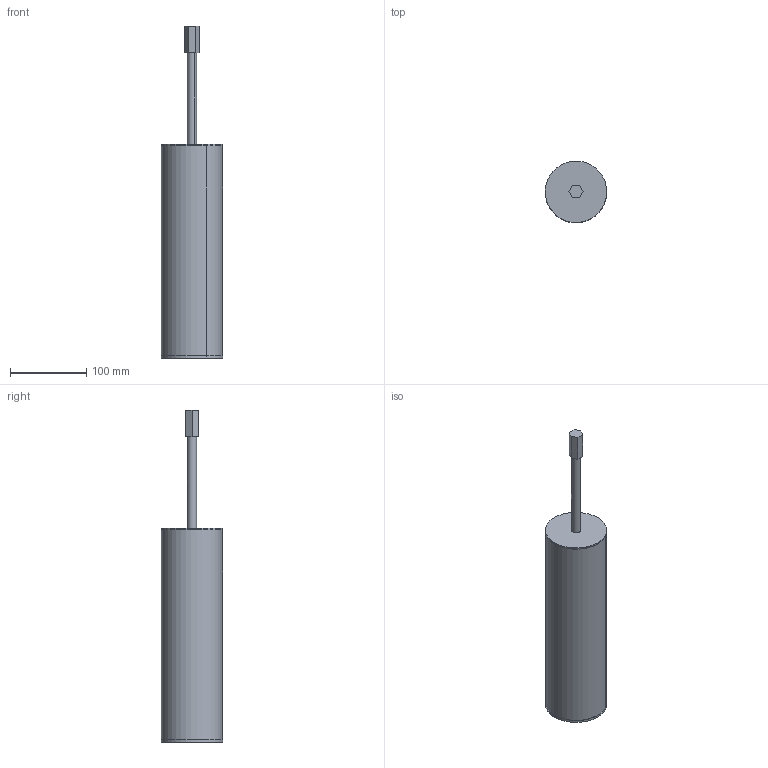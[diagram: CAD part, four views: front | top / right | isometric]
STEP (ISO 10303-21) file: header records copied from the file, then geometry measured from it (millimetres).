
FILE_DESCRIPTION(('CATIA V5 STEP Exchange'),'2;1');
FILE_NAME('CE090650 PortaScopino.stp','2019-02-22T16:03:14+00:00',('none'),('none'),'Version 5-6 Release 2013','CATIA V5 STEP AP203','none');
FILE_SCHEMA(('CONFIG_CONTROL_DESIGN'));
Length unit declared in the file: millimetre
Products named in the file (1): Standard Part 2017
Bounding box: 80.48 x 80.48 x 435 mm (x, y, z)
Volume: 1429079.9 mm3; surface area: 87365.7 mm2
Topology: 1 solids, 1 shells, 20 faces, 42 edges, 28 vertices
Faces by surface type: plane 12, cylinder 8
Entity records: 542 total; most frequent: CARTESIAN_POINT 86, ORIENTED_EDGE 84, DIRECTION 72, EDGE_CURVE 42, AXIS2_PLACEMENT_3D 32, VERTEX_POINT 28, VECTOR 26, LINE 26
